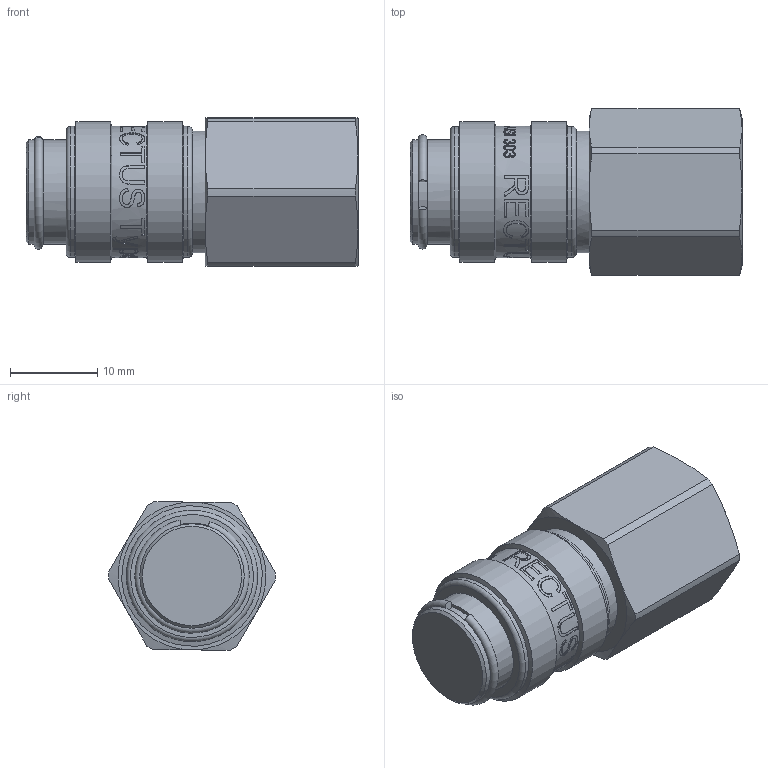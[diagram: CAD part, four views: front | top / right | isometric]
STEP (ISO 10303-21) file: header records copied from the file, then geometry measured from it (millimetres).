
FILE_DESCRIPTION((''),'2;1');
FILE_NAME('21kbiw13rvx.stp','2013-03-07T13:19:17',('IA176480'),(''),'Autodesk Inventor 2011','Autodesk Inventor 2011','');
FILE_SCHEMA(('AUTOMOTIVE_DESIGN { 1 0 10303 214 1 1 1 1 }'));
Length unit declared in the file: millimetre
Products named in the file (1): D106121
Bounding box: 38.15 x 19.15 x 17.03 mm (x, y, z)
Volume: 6691 mm3; surface area: 4104.5 mm2
Topology: 2 solids, 2 shells, 392 faces, 1001 edges, 659 vertices
Faces by surface type: bspline 174, plane 130, cylinder 59, cone 25, torus 4
Full cylindrical faces by diameter (mm): 7.5 x1, 11.15 x1, 11.445 x1, 12 x2, 12.15 x2, 14 x3, 15.1 x3, 16.15 x2
Entity records: 55769 total; most frequent: CARTESIAN_POINT 47385, ORIENTED_EDGE 1924, DIRECTION 1048, EDGE_CURVE 962, VERTEX_POINT 652, EDGE_LOOP 472, B_SPLINE_CURVE_WITH_KNOTS 459, FACE_OUTER_BOUND 392
